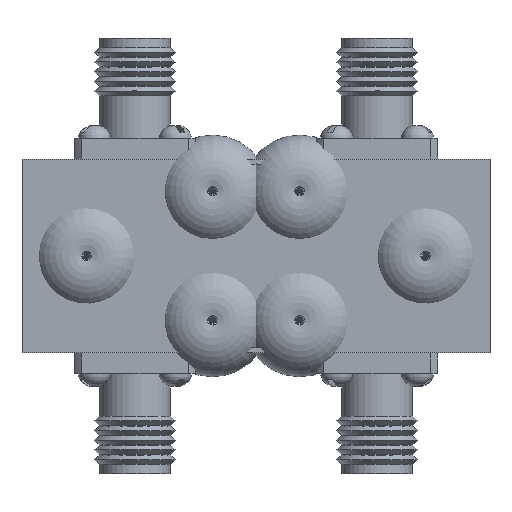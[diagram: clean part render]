
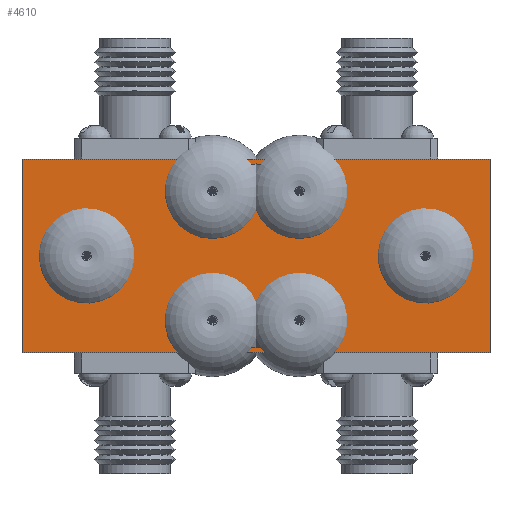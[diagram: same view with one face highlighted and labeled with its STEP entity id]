
A CAD part, top view. The second image highlights one B-rep face of the part: STEP entity #4610.
In plain terms, the highlighted planar face has unit normal (0, 0, 1).
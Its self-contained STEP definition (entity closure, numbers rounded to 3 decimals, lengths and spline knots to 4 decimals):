
#1485=VECTOR('',#5707,1.);
#1489=VECTOR('',#5712,1.);
#1492=VECTOR('',#5716,1.);
#1495=VECTOR('',#5720,1.);
#1643=LINE('',#6721,#1485);
#1647=LINE('',#6730,#1489);
#1650=LINE('',#6736,#1492);
#1653=LINE('',#6742,#1495);
#1781=PLANE('',#4967);
#1933=VERTEX_POINT('',#6600);
#1935=VERTEX_POINT('',#6605);
#1937=VERTEX_POINT('',#6610);
#1941=VERTEX_POINT('',#6621);
#1945=VERTEX_POINT('',#6632);
#1949=VERTEX_POINT('',#6643);
#1953=VERTEX_POINT('',#6654);
#1957=VERTEX_POINT('',#6665);
#1976=VERTEX_POINT('',#6722);
#1977=VERTEX_POINT('',#6723);
#1980=VERTEX_POINT('',#6731);
#1982=VERTEX_POINT('',#6737);
#2224=CIRCLE('',#4885,0.1143);
#2226=CIRCLE('',#4888,0.1143);
#2228=CIRCLE('',#4891,0.1981);
#2232=CIRCLE('',#4898,0.1981);
#2236=CIRCLE('',#4905,0.1981);
#2240=CIRCLE('',#4912,0.1981);
#2244=CIRCLE('',#4919,0.1981);
#2248=CIRCLE('',#4926,0.1981);
#2515=EDGE_CURVE('',#1933,#1933,#2224,.T.);
#2517=EDGE_CURVE('',#1935,#1935,#2226,.T.);
#2519=EDGE_CURVE('',#1937,#1937,#2228,.T.);
#2523=EDGE_CURVE('',#1941,#1941,#2232,.T.);
#2527=EDGE_CURVE('',#1945,#1945,#2236,.T.);
#2531=EDGE_CURVE('',#1949,#1949,#2240,.T.);
#2535=EDGE_CURVE('',#1953,#1953,#2244,.T.);
#2539=EDGE_CURVE('',#1957,#1957,#2248,.T.);
#2558=EDGE_CURVE('',#1976,#1977,#1643,.T.);
#2562=EDGE_CURVE('',#1977,#1980,#1647,.T.);
#2565=EDGE_CURVE('',#1980,#1982,#1650,.T.);
#2568=EDGE_CURVE('',#1982,#1976,#1653,.T.);
#3212=ORIENTED_EDGE('',*,*,#2515,.T.);
#3213=ORIENTED_EDGE('',*,*,#2517,.T.);
#3214=ORIENTED_EDGE('',*,*,#2519,.T.);
#3215=ORIENTED_EDGE('',*,*,#2523,.T.);
#3216=ORIENTED_EDGE('',*,*,#2527,.T.);
#3217=ORIENTED_EDGE('',*,*,#2531,.T.);
#3218=ORIENTED_EDGE('',*,*,#2535,.T.);
#3219=ORIENTED_EDGE('',*,*,#2539,.T.);
#3220=ORIENTED_EDGE('',*,*,#2558,.F.);
#3221=ORIENTED_EDGE('',*,*,#2568,.F.);
#3222=ORIENTED_EDGE('',*,*,#2565,.F.);
#3223=ORIENTED_EDGE('',*,*,#2562,.F.);
#3912=EDGE_LOOP('',(#3212));
#3913=EDGE_LOOP('',(#3213));
#3914=EDGE_LOOP('',(#3214));
#3915=EDGE_LOOP('',(#3215));
#3916=EDGE_LOOP('',(#3216));
#3917=EDGE_LOOP('',(#3217));
#3918=EDGE_LOOP('',(#3218));
#3919=EDGE_LOOP('',(#3219));
#3920=EDGE_LOOP('',(#3220,#3221,#3222,#3223));
#4303=FACE_BOUND('',#3912,.T.);
#4304=FACE_BOUND('',#3913,.T.);
#4305=FACE_BOUND('',#3914,.T.);
#4306=FACE_BOUND('',#3915,.T.);
#4307=FACE_BOUND('',#3916,.T.);
#4308=FACE_BOUND('',#3917,.T.);
#4309=FACE_BOUND('',#3918,.T.);
#4310=FACE_BOUND('',#3919,.T.);
#4311=FACE_BOUND('',#3920,.T.);
#4610=ADVANCED_FACE('',(#4303,#4304,#4305,#4306,#4307,#4308,#4309,#4310,
#4311),#1781,.T.);
#4885=AXIS2_PLACEMENT_3D('',#6599,#5564,#5565);
#4888=AXIS2_PLACEMENT_3D('',#6604,#5570,#5571);
#4891=AXIS2_PLACEMENT_3D('',#6609,#5576,#5577);
#4898=AXIS2_PLACEMENT_3D('',#6620,#5589,#5590);
#4905=AXIS2_PLACEMENT_3D('',#6631,#5602,#5603);
#4912=AXIS2_PLACEMENT_3D('',#6642,#5615,#5616);
#4919=AXIS2_PLACEMENT_3D('',#6653,#5628,#5629);
#4926=AXIS2_PLACEMENT_3D('',#6664,#5641,#5642);
#4967=AXIS2_PLACEMENT_3D('',#6744,#5722,$);
#5564=DIRECTION('',(0.,0.,-1.));
#5565=DIRECTION('',(0.114,0.,0.));
#5570=DIRECTION('',(0.,0.,-1.));
#5571=DIRECTION('',(0.114,0.,0.));
#5576=DIRECTION('',(0.,0.,-1.));
#5577=DIRECTION('',(0.198,0.,0.));
#5589=DIRECTION('',(0.,0.,-1.));
#5590=DIRECTION('',(0.198,0.,0.));
#5602=DIRECTION('',(0.,0.,-1.));
#5603=DIRECTION('',(0.198,0.,0.));
#5615=DIRECTION('',(0.,0.,-1.));
#5616=DIRECTION('',(0.198,0.,0.));
#5628=DIRECTION('',(0.,0.,-1.));
#5629=DIRECTION('',(0.198,0.,0.));
#5641=DIRECTION('',(0.,0.,-1.));
#5642=DIRECTION('',(0.198,0.,0.));
#5707=DIRECTION('',(1.,0.,0.));
#5712=DIRECTION('',(0.,-1.,0.));
#5716=DIRECTION('',(-1.,0.,0.));
#5720=DIRECTION('',(0.,1.,0.));
#5722=DIRECTION('',(0.,0.,1.));
#6599=CARTESIAN_POINT('',(0.,-0.6096,0.9703));
#6600=CARTESIAN_POINT('',(0.1143,-0.6096,0.9703));
#6604=CARTESIAN_POINT('',(0.,0.6096,0.9703));
#6605=CARTESIAN_POINT('',(0.1143,0.6096,0.9703));
#6609=CARTESIAN_POINT('',(0.3429,-0.508,0.9703));
#6610=CARTESIAN_POINT('',(0.541,-0.508,0.9703));
#6620=CARTESIAN_POINT('',(-0.3429,-0.508,0.9703));
#6621=CARTESIAN_POINT('',(-0.1448,-0.508,0.9703));
#6631=CARTESIAN_POINT('',(1.3335,0.,0.9703));
#6632=CARTESIAN_POINT('',(1.5316,0.,0.9703));
#6642=CARTESIAN_POINT('',(-1.3335,0.,0.9703));
#6643=CARTESIAN_POINT('',(-1.1354,0.,0.9703));
#6653=CARTESIAN_POINT('',(0.3429,0.508,0.9703));
#6654=CARTESIAN_POINT('',(0.541,0.508,0.9703));
#6664=CARTESIAN_POINT('',(-0.3429,0.508,0.9703));
#6665=CARTESIAN_POINT('',(-0.1448,0.508,0.9703));
#6721=CARTESIAN_POINT('',(1.8414,0.762,0.9703));
#6722=CARTESIAN_POINT('',(-1.8416,0.762,0.9703));
#6723=CARTESIAN_POINT('',(1.8414,0.762,0.9703));
#6730=CARTESIAN_POINT('',(1.8414,-0.762,0.9703));
#6731=CARTESIAN_POINT('',(1.8414,-0.762,0.9703));
#6736=CARTESIAN_POINT('',(-1.8416,-0.762,0.9703));
#6737=CARTESIAN_POINT('',(-1.8416,-0.762,0.9703));
#6742=CARTESIAN_POINT('',(-1.8416,0.762,0.9703));
#6744=CARTESIAN_POINT('',(-0.0001,0.,0.9703));
